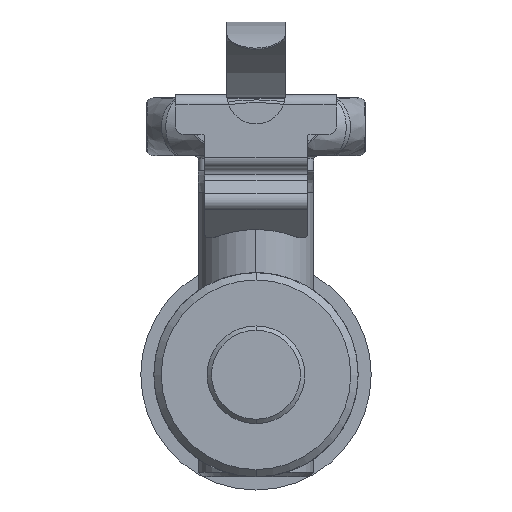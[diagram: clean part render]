
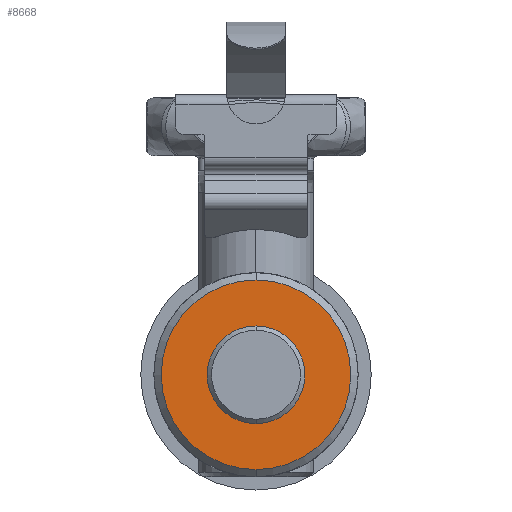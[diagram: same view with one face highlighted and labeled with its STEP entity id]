
A CAD part, front view. The second image highlights one B-rep face of the part: STEP entity #8668.
In plain terms, the highlighted planar face has unit normal (0, -1, 0).
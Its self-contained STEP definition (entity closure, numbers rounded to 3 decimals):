
#232 = CIRCLE ( 'NONE', #4021, 3.35 ) ;
#727 = EDGE_LOOP ( 'NONE', ( #9740, #6445 ) ) ;
#1094 = DIRECTION ( 'NONE',  ( 0., -1., 0. ) ) ;
#1556 = ORIENTED_EDGE ( 'NONE', *, *, #2379, .F. ) ;
#1677 = AXIS2_PLACEMENT_3D ( 'NONE', #5218, #1094, #10302 ) ;
#1855 = CARTESIAN_POINT ( 'NONE',  ( 0., 1.4, 3.35 ) ) ;
#2215 = AXIS2_PLACEMENT_3D ( 'NONE', #2748, #2800, #10005 ) ;
#2264 = DIRECTION ( 'NONE',  ( 0., -1., 0. ) ) ;
#2309 = CARTESIAN_POINT ( 'NONE',  ( -3.35, 1.4, 0. ) ) ;
#2379 = EDGE_CURVE ( 'NONE', #8360, #4569, #8275, .T. ) ;
#2748 = CARTESIAN_POINT ( 'NONE',  ( 0., 1.4, 0. ) ) ;
#2800 = DIRECTION ( 'NONE',  ( 0., -1., 0. ) ) ;
#3129 = FACE_OUTER_BOUND ( 'NONE', #727, .T. ) ;
#3893 = AXIS2_PLACEMENT_3D ( 'NONE', #10576, #6457, #9667 ) ;
#3995 = DIRECTION ( 'NONE',  ( 0., 1., 0. ) ) ;
#4021 = AXIS2_PLACEMENT_3D ( 'NONE', #6431, #2264, #8893 ) ;
#4339 = VERTEX_POINT ( 'NONE', #6995 ) ;
#4569 = VERTEX_POINT ( 'NONE', #10485 ) ;
#4581 = CIRCLE ( 'NONE', #3893, 6.5 ) ;
#4594 = FACE_BOUND ( 'NONE', #6233, .T. ) ;
#5218 = CARTESIAN_POINT ( 'NONE',  ( 0., 1.4, 0. ) ) ;
#5613 = DIRECTION ( 'NONE',  ( 0., 0., 1. ) ) ;
#5663 = CIRCLE ( 'NONE', #1677, 6.5 ) ;
#6045 = EDGE_CURVE ( 'NONE', #4569, #8360, #232, .T. ) ;
#6233 = EDGE_LOOP ( 'NONE', ( #7862, #1556 ) ) ;
#6431 = CARTESIAN_POINT ( 'NONE',  ( 0., 1.4, 0. ) ) ;
#6445 = ORIENTED_EDGE ( 'NONE', *, *, #10263, .T. ) ;
#6457 = DIRECTION ( 'NONE',  ( 0., -1., 0. ) ) ;
#6995 = CARTESIAN_POINT ( 'NONE',  ( 0., 1.4, -6.5 ) ) ;
#7174 = VERTEX_POINT ( 'NONE', #9017 ) ;
#7862 = ORIENTED_EDGE ( 'NONE', *, *, #6045, .F. ) ;
#7923 = AXIS2_PLACEMENT_3D ( 'NONE', #2309, #3995, #5613 ) ;
#8275 = CIRCLE ( 'NONE', #2215, 3.35 ) ;
#8360 = VERTEX_POINT ( 'NONE', #1855 ) ;
#8419 = EDGE_CURVE ( 'NONE', #7174, #4339, #5663, .T. ) ;
#8668 = ADVANCED_FACE ( 'NONE', ( #3129, #4594 ), #9736, .F. ) ;
#8893 = DIRECTION ( 'NONE',  ( 0., 0., -1. ) ) ;
#9017 = CARTESIAN_POINT ( 'NONE',  ( 0., 1.4, 6.5 ) ) ;
#9667 = DIRECTION ( 'NONE',  ( 0., 0., 1. ) ) ;
#9736 = PLANE ( 'NONE',  #7923 ) ;
#9740 = ORIENTED_EDGE ( 'NONE', *, *, #8419, .T. ) ;
#10005 = DIRECTION ( 'NONE',  ( 0., 0., -1. ) ) ;
#10263 = EDGE_CURVE ( 'NONE', #4339, #7174, #4581, .T. ) ;
#10302 = DIRECTION ( 'NONE',  ( 0., 0., 1. ) ) ;
#10485 = CARTESIAN_POINT ( 'NONE',  ( 0., 1.4, -3.35 ) ) ;
#10576 = CARTESIAN_POINT ( 'NONE',  ( 0., 1.4, 0. ) ) ;
